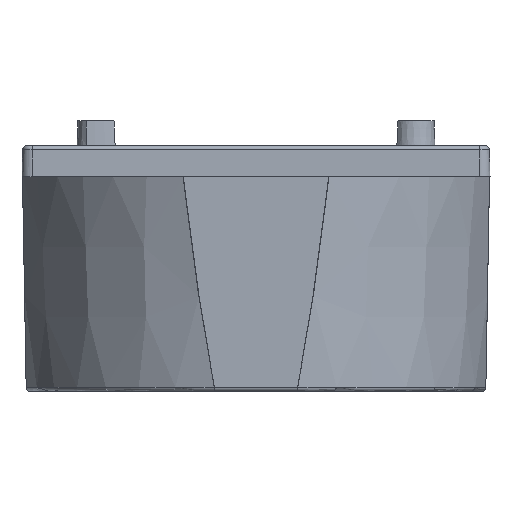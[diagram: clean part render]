
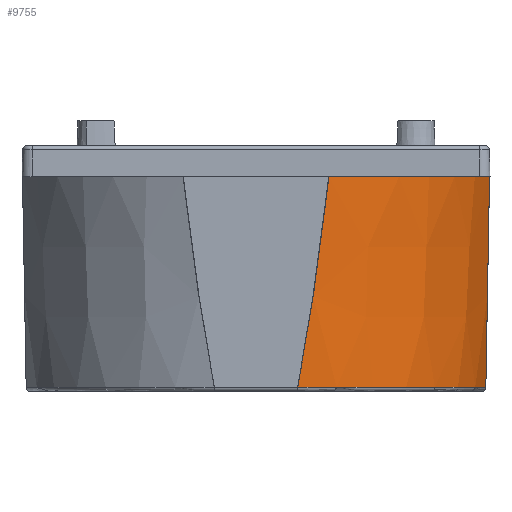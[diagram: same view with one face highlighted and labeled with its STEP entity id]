
A CAD part, front view. The second image highlights one B-rep face of the part: STEP entity #9755.
In plain terms, the highlighted conical face has half-angle 3 degrees and reference radius 11.218 mm.
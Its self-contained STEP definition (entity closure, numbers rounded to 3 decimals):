
#131 = CARTESIAN_POINT ( 'NONE',  ( 0., 0., -1.5 ) ) ;
#267 = CARTESIAN_POINT ( 'NONE',  ( 11.047, -2.007, -11.612 ) ) ;
#445 = AXIS2_PLACEMENT_3D ( 'NONE', #7342, #5693, #9786 ) ;
#771 = EDGE_CURVE ( 'NONE', #8007, #4484, #4869, .T. ) ;
#896 = CARTESIAN_POINT ( 'NONE',  ( 2.008, -11.047, -11.606 ) ) ;
#1253 = CARTESIAN_POINT ( 'NONE',  ( 11.047, -2.007, -11.612 ) ) ;
#1383 = VERTEX_POINT ( 'NONE', #896 ) ;
#1476 = CARTESIAN_POINT ( 'NONE',  ( 2.596, -11.105, -8.252 ) ) ;
#1699 = CARTESIAN_POINT ( 'NONE',  ( 3.087, -11.163, -4.881 ) ) ;
#1897 = CIRCLE ( 'NONE', #10545, 11.227 ) ;
#1980 = ORIENTED_EDGE ( 'NONE', *, *, #771, .F. ) ;
#2127 = CARTESIAN_POINT ( 'NONE',  ( 11.061, -2.173, -10.771 ) ) ;
#2460 = CARTESIAN_POINT ( 'NONE',  ( 11.047, -2.008, -11.606 ) ) ;
#2733 = B_SPLINE_CURVE_WITH_KNOTS ( 'NONE', 3,
 ( #9909, #7520, #5814, #5758 ),
 .UNSPECIFIED., .F., .F.,
 ( 4, 4 ),
 ( 0., 0. ),
 .UNSPECIFIED. ) ;
#2846 = CARTESIAN_POINT ( 'NONE',  ( 11.193, -3.304, -3.191 ) ) ;
#2954 = CARTESIAN_POINT ( 'NONE',  ( 11.12, -2.724, -7.409 ) ) ;
#3088 = CARTESIAN_POINT ( 'NONE',  ( 0., 0., -11.612 ) ) ;
#3776 = CARTESIAN_POINT ( 'NONE',  ( 11.222, -3.508, -1.5 ) ) ;
#3789 = CONICAL_SURFACE ( 'NONE', #445, 11.218, 0.052 ) ;
#3834 = CARTESIAN_POINT ( 'NONE',  ( 11.163, -3.088, -4.88 ) ) ;
#4484 = VERTEX_POINT ( 'NONE', #2460 ) ;
#4592 = VERTEX_POINT ( 'NONE', #6045 ) ;
#4610 = EDGE_CURVE ( 'NONE', #5800, #4592, #1897, .T. ) ;
#4869 = B_SPLINE_CURVE_WITH_KNOTS ( 'NONE', 3,
 ( #3776, #2846, #3834, #2954, #9694, #10586, #2127, #6212 ),
 .UNSPECIFIED., .F., .F.,
 ( 4, 2, 2, 4 ),
 ( 0., 0.005, 0.008, 0.01 ),
 .UNSPECIFIED. ) ;
#4895 = CARTESIAN_POINT ( 'NONE',  ( 2.008, -11.047, -11.606 ) ) ;
#5097 = CARTESIAN_POINT ( 'NONE',  ( 11.222, -3.508, -1.5 ) ) ;
#5202 = DIRECTION ( 'NONE',  ( -1., 0., 0. ) ) ;
#5518 = B_SPLINE_CURVE_WITH_KNOTS ( 'NONE', 3,
 ( #4895, #10101, #8195, #1476, #8254, #1699, #5884, #5828 ),
 .UNSPECIFIED., .F., .F.,
 ( 4, 2, 2, 4 ),
 ( 0., 0.003, 0.005, 0.01 ),
 .UNSPECIFIED. ) ;
#5693 = DIRECTION ( 'NONE',  ( 0., 0., 1. ) ) ;
#5758 = CARTESIAN_POINT ( 'NONE',  ( 2.008, -11.047, -11.606 ) ) ;
#5800 = VERTEX_POINT ( 'NONE', #267 ) ;
#5814 = CARTESIAN_POINT ( 'NONE',  ( 2.007, -11.047, -11.608 ) ) ;
#5828 = CARTESIAN_POINT ( 'NONE',  ( 3.508, -11.222, -1.5 ) ) ;
#5884 = CARTESIAN_POINT ( 'NONE',  ( 3.304, -11.193, -3.191 ) ) ;
#5904 = EDGE_CURVE ( 'NONE', #4484, #5800, #7640, .T. ) ;
#6045 = CARTESIAN_POINT ( 'NONE',  ( 2.007, -11.047, -11.612 ) ) ;
#6100 = EDGE_CURVE ( 'NONE', #1383, #7575, #5518, .T. ) ;
#6212 = CARTESIAN_POINT ( 'NONE',  ( 11.047, -2.008, -11.606 ) ) ;
#6249 = ORIENTED_EDGE ( 'NONE', *, *, #6100, .F. ) ;
#6435 = CARTESIAN_POINT ( 'NONE',  ( 11.047, -2.008, -11.606 ) ) ;
#6509 = DIRECTION ( 'NONE',  ( 1., 0., 0. ) ) ;
#6704 = ORIENTED_EDGE ( 'NONE', *, *, #4610, .F. ) ;
#7342 = CARTESIAN_POINT ( 'NONE',  ( 0., 0., -11.8 ) ) ;
#7520 = CARTESIAN_POINT ( 'NONE',  ( 2.007, -11.047, -11.61 ) ) ;
#7565 = CIRCLE ( 'NONE', #9650, 11.757 ) ;
#7575 = VERTEX_POINT ( 'NONE', #8803 ) ;
#7640 = B_SPLINE_CURVE_WITH_KNOTS ( 'NONE', 3,
 ( #6435, #8746, #8802, #1253 ),
 .UNSPECIFIED., .F., .F.,
 ( 4, 4 ),
 ( 0., 0. ),
 .UNSPECIFIED. ) ;
#8007 = VERTEX_POINT ( 'NONE', #5097 ) ;
#8195 = CARTESIAN_POINT ( 'NONE',  ( 2.32, -11.076, -9.932 ) ) ;
#8254 = CARTESIAN_POINT ( 'NONE',  ( 2.724, -11.12, -7.41 ) ) ;
#8413 = ORIENTED_EDGE ( 'NONE', *, *, #8855, .F. ) ;
#8746 = CARTESIAN_POINT ( 'NONE',  ( 11.047, -2.007, -11.608 ) ) ;
#8802 = CARTESIAN_POINT ( 'NONE',  ( 11.047, -2.007, -11.61 ) ) ;
#8803 = CARTESIAN_POINT ( 'NONE',  ( 3.508, -11.222, -1.5 ) ) ;
#8819 = DIRECTION ( 'NONE',  ( 0., 0., -1. ) ) ;
#8855 = EDGE_CURVE ( 'NONE', #4592, #1383, #2733, .T. ) ;
#8958 = ORIENTED_EDGE ( 'NONE', *, *, #8992, .F. ) ;
#8992 = EDGE_CURVE ( 'NONE', #7575, #8007, #7565, .T. ) ;
#9515 = DIRECTION ( 'NONE',  ( 0., 0., 1. ) ) ;
#9650 = AXIS2_PLACEMENT_3D ( 'NONE', #131, #9515, #5202 ) ;
#9694 = CARTESIAN_POINT ( 'NONE',  ( 11.105, -2.596, -8.251 ) ) ;
#9755 = ADVANCED_FACE ( 'NONE', ( #10628 ), #3789, .T. ) ;
#9786 = DIRECTION ( 'NONE',  ( -1., 0., 0. ) ) ;
#9909 = CARTESIAN_POINT ( 'NONE',  ( 2.007, -11.047, -11.612 ) ) ;
#10020 = ORIENTED_EDGE ( 'NONE', *, *, #5904, .F. ) ;
#10101 = CARTESIAN_POINT ( 'NONE',  ( 2.173, -11.061, -10.771 ) ) ;
#10227 = EDGE_LOOP ( 'NONE', ( #8958, #6249, #8413, #6704, #10020, #1980 ) ) ;
#10545 = AXIS2_PLACEMENT_3D ( 'NONE', #3088, #8819, #6509 ) ;
#10586 = CARTESIAN_POINT ( 'NONE',  ( 11.076, -2.32, -9.932 ) ) ;
#10628 = FACE_OUTER_BOUND ( 'NONE', #10227, .T. ) ;
